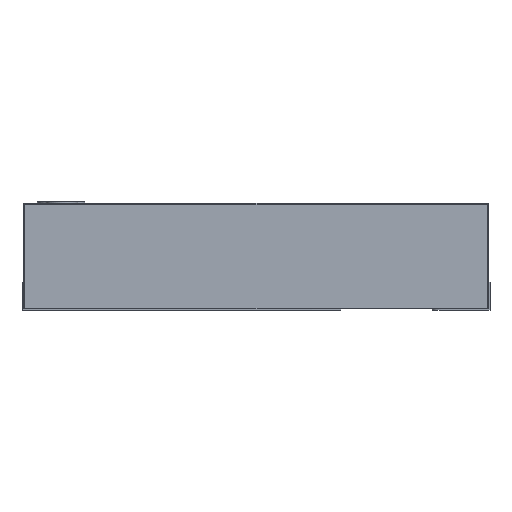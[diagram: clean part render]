
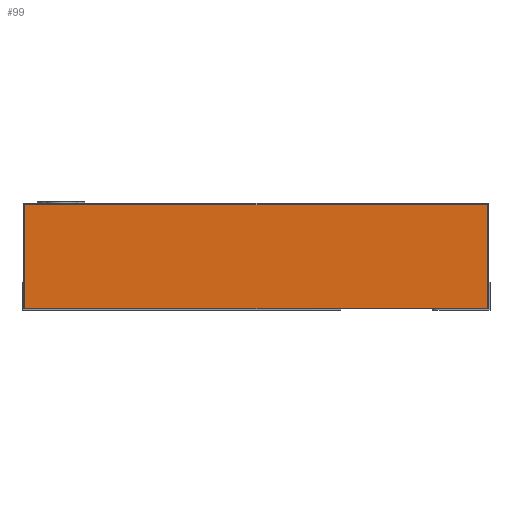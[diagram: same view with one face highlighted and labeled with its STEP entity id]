
A CAD part, left-side view. The second image highlights one B-rep face of the part: STEP entity #99.
In plain terms, the highlighted planar face has unit normal (-1, 0, 0).
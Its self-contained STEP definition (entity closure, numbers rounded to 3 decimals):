
#99 = ADVANCED_FACE ( 'NONE', ( #774 ), #7161, .F. ) ;
#774 = FACE_OUTER_BOUND ( 'NONE', #18657, .T. ) ;
#789 = VECTOR ( 'NONE', #18037, 1000. ) ;
#921 = EDGE_CURVE ( 'NONE', #3446, #11695, #7599, .T. ) ;
#2316 = VECTOR ( 'NONE', #3677, 1000. ) ;
#2454 = CARTESIAN_POINT ( 'NONE',  ( -1.65, -1.64, 0.75 ) ) ;
#3400 = ORIENTED_EDGE ( 'NONE', *, *, #16264, .T. ) ;
#3446 = VERTEX_POINT ( 'NONE', #11843 ) ;
#3677 = DIRECTION ( 'NONE',  ( 0., -1., 0. ) ) ;
#3960 = DIRECTION ( 'NONE',  ( 0., 0., 1. ) ) ;
#4729 = CARTESIAN_POINT ( 'NONE',  ( -1.65, -1.64, 0. ) ) ;
#5052 = VECTOR ( 'NONE', #16944, 1000. ) ;
#6546 = ORIENTED_EDGE ( 'NONE', *, *, #19102, .T. ) ;
#6868 = CARTESIAN_POINT ( 'NONE',  ( -1.65, 1.64, 0. ) ) ;
#7033 = ORIENTED_EDGE ( 'NONE', *, *, #921, .T. ) ;
#7161 = PLANE ( 'NONE',  #21265 ) ;
#7599 = LINE ( 'NONE', #20763, #5052 ) ;
#7953 = ORIENTED_EDGE ( 'NONE', *, *, #15974, .T. ) ;
#10747 = LINE ( 'NONE', #2454, #18736 ) ;
#11695 = VERTEX_POINT ( 'NONE', #6868 ) ;
#11843 = CARTESIAN_POINT ( 'NONE',  ( -1.65, 1.64, 0.74 ) ) ;
#12474 = VERTEX_POINT ( 'NONE', #19302 ) ;
#13877 = LINE ( 'NONE', #20200, #2316 ) ;
#15648 = VERTEX_POINT ( 'NONE', #4729 ) ;
#15974 = EDGE_CURVE ( 'NONE', #15648, #12474, #10747, .T. ) ;
#16264 = EDGE_CURVE ( 'NONE', #12474, #3446, #16453, .T. ) ;
#16453 = LINE ( 'NONE', #19676, #789 ) ;
#16944 = DIRECTION ( 'NONE',  ( 0., 0., -1. ) ) ;
#18037 = DIRECTION ( 'NONE',  ( 0., 1., 0. ) ) ;
#18657 = EDGE_LOOP ( 'NONE', ( #6546, #7953, #3400, #7033 ) ) ;
#18736 = VECTOR ( 'NONE', #3960, 1000. ) ;
#18831 = CARTESIAN_POINT ( 'NONE',  ( -1.65, 1.65, 0.75 ) ) ;
#18939 = DIRECTION ( 'NONE',  ( 1., 0., 0. ) ) ;
#19102 = EDGE_CURVE ( 'NONE', #11695, #15648, #13877, .T. ) ;
#19302 = CARTESIAN_POINT ( 'NONE',  ( -1.65, -1.64, 0.74 ) ) ;
#19676 = CARTESIAN_POINT ( 'NONE',  ( -1.65, 1.65, 0.74 ) ) ;
#20200 = CARTESIAN_POINT ( 'NONE',  ( -1.65, 1.65, 0. ) ) ;
#20333 = DIRECTION ( 'NONE',  ( 0., 1., 0. ) ) ;
#20763 = CARTESIAN_POINT ( 'NONE',  ( -1.65, 1.64, 0.75 ) ) ;
#21265 = AXIS2_PLACEMENT_3D ( 'NONE', #18831, #18939, #20333 ) ;
